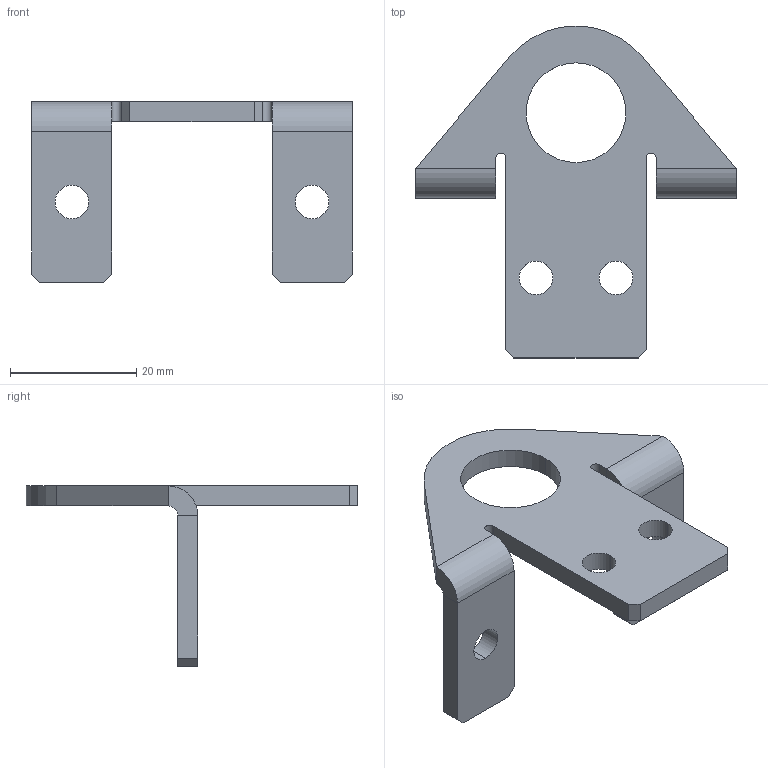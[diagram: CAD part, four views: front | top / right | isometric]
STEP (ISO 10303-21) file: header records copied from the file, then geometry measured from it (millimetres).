
FILE_DESCRIPTION (( 'STEP AP214' ), '1' );
FILE_NAME ('am-3055 Transverse Cylinder Mount.STEP', '2014-12-22T15:04:37', ( '' ), ( '' ), 'SwSTEP 2.0', 'SolidWorks 2014', '' );
FILE_SCHEMA (( 'AUTOMOTIVE_DESIGN' ));
Length unit declared in the file: inch
Products named in the file (1): am-3055 Transverse Cylinder Mount
Bounding box: 50.8 x 52.64 x 28.57 mm (x, y, z)
Volume: 5738.4 mm3; surface area: 4937.4 mm2
Topology: 1 solids, 1 shells, 46 faces, 116 edges, 72 vertices
Faces by surface type: plane 29, cylinder 17
Entity records: 1426 total; most frequent: DIRECTION 244, CARTESIAN_POINT 235, ORIENTED_EDGE 232, EDGE_CURVE 116, LINE 82, VECTOR 82, AXIS2_PLACEMENT_3D 81, VERTEX_POINT 72
